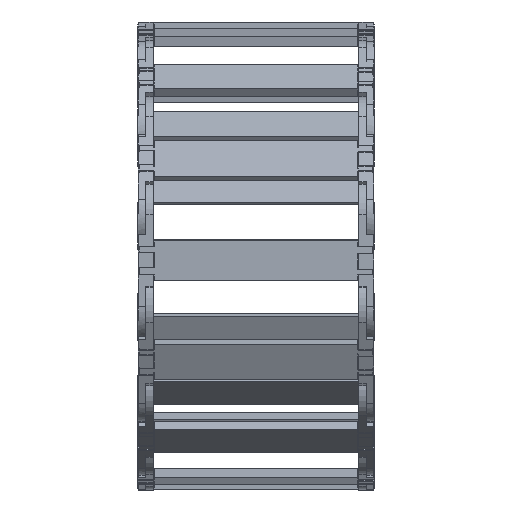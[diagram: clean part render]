
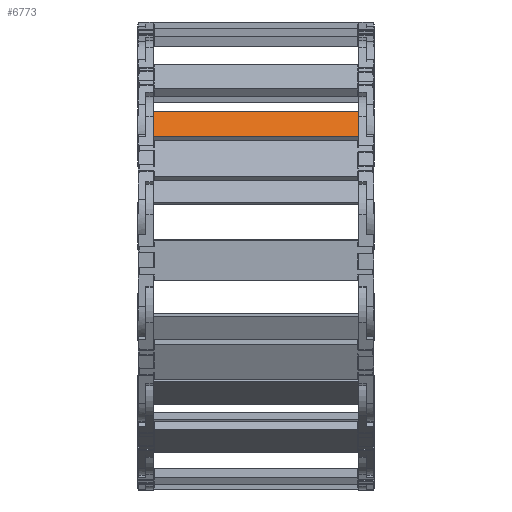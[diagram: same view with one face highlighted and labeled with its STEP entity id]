
A CAD part, left-side view. The second image highlights one B-rep face of the part: STEP entity #6773.
In plain terms, the highlighted planar face has unit normal (-0.615, 0, 0.788).
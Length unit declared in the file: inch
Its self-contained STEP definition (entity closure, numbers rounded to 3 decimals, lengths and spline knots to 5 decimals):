
#6773 = ADVANCED_FACE ( 'NONE', ( #74912 ), #75309, .F. ) ;
#7775 = AXIS2_PLACEMENT_3D ( 'NONE', #69483, #21616, #45363 ) ;
#10223 = VECTOR ( 'NONE', #49809, 39.37008 ) ;
#16869 = VECTOR ( 'NONE', #40453, 39.37008 ) ;
#17689 = LINE ( 'NONE', #23922, #21325 ) ;
#21325 = VECTOR ( 'NONE', #65174, 39.37008 ) ;
#21616 = DIRECTION ( 'NONE',  ( 0.615, 0., -0.788 ) ) ;
#23558 = CARTESIAN_POINT ( 'NONE',  ( -27.99561, 4.05512, 6.30808 ) ) ;
#23922 = CARTESIAN_POINT ( 'NONE',  ( -27.99561, 2.02764, 6.30808 ) ) ;
#25337 = ORIENTED_EDGE ( 'NONE', *, *, #73564, .F. ) ;
#26071 = CARTESIAN_POINT ( 'NONE',  ( -27.99561, 0.00012, 6.30808 ) ) ;
#26935 = VERTEX_POINT ( 'NONE', #26071 ) ;
#31926 = VERTEX_POINT ( 'NONE', #23558 ) ;
#33163 = ORIENTED_EDGE ( 'NONE', *, *, #56302, .T. ) ;
#34637 = CARTESIAN_POINT ( 'NONE',  ( -27.68519, 0.00012, 6.55024 ) ) ;
#38613 = CARTESIAN_POINT ( 'NONE',  ( -27.37477, 0.00012, 6.79239 ) ) ;
#40453 = DIRECTION ( 'NONE',  ( -0.788, 0., -0.615 ) ) ;
#40623 = ORIENTED_EDGE ( 'NONE', *, *, #48888, .T. ) ;
#45363 = DIRECTION ( 'NONE',  ( 0., -1., 0. ) ) ;
#45564 = VECTOR ( 'NONE', #55437, 39.37008 ) ;
#46456 = EDGE_CURVE ( 'NONE', #26935, #31926, #17689, .T. ) ;
#46465 = EDGE_LOOP ( 'NONE', ( #33163, #72776, #25337, #40623 ) ) ;
#48888 = EDGE_CURVE ( 'NONE', #55831, #73936, #73332, .T. ) ;
#49809 = DIRECTION ( 'NONE',  ( -0.788, 0., -0.615 ) ) ;
#51333 = LINE ( 'NONE', #62268, #10223 ) ;
#55437 = DIRECTION ( 'NONE',  ( 0., 1., 0. ) ) ;
#55831 = VERTEX_POINT ( 'NONE', #38613 ) ;
#56302 = EDGE_CURVE ( 'NONE', #73936, #31926, #51333, .T. ) ;
#60871 = CARTESIAN_POINT ( 'NONE',  ( -27.37477, 4.05512, 6.79239 ) ) ;
#62268 = CARTESIAN_POINT ( 'NONE',  ( -27.68519, 4.05512, 6.55024 ) ) ;
#64216 = LINE ( 'NONE', #34637, #16869 ) ;
#65174 = DIRECTION ( 'NONE',  ( 0., 1., 0. ) ) ;
#69483 = CARTESIAN_POINT ( 'NONE',  ( -27.68519, 2.02764, 6.55024 ) ) ;
#72776 = ORIENTED_EDGE ( 'NONE', *, *, #46456, .F. ) ;
#73332 = LINE ( 'NONE', #73720, #45564 ) ;
#73564 = EDGE_CURVE ( 'NONE', #55831, #26935, #64216, .T. ) ;
#73720 = CARTESIAN_POINT ( 'NONE',  ( -27.37477, 2.02764, 6.79239 ) ) ;
#73936 = VERTEX_POINT ( 'NONE', #60871 ) ;
#74912 = FACE_OUTER_BOUND ( 'NONE', #46465, .T. ) ;
#75309 = PLANE ( 'NONE',  #7775 ) ;
